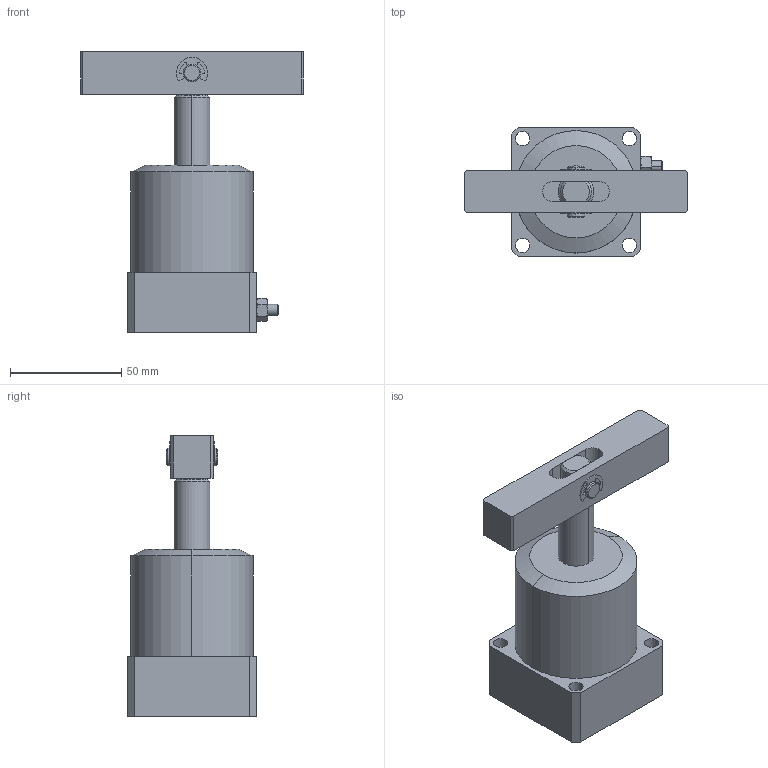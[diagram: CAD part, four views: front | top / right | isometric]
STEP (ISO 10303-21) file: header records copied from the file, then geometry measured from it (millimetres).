
FILE_DESCRIPTION (( 'STEP AP203' ), '1' );
FILE_NAME ('HCAS-MF40D.STEP', '2019-10-14T08:56:48', ( '微软用户' ), ( '微软中国' ), 'SwSTEP 2.0', 'SolidWorks 2012', '' );
FILE_SCHEMA (( 'CONFIG_CONTROL_DESIGN' ));
Length unit declared in the file: millimetre
Products named in the file (7): HCAS-MF40D活塞杆; HCAS-MF40掛极; HCAS-MF40D; 覃厒概; HCAS-MF40D縐遠; HCAS-MF40DÏú; HCAS-MF40D邧旋
Assembly tree (7 placements, depth 2):
  HCAS-MF40D
    HCAS-MF40掛极
    HCAS-MF40D活塞杆
    HCAS-MF40D邧旋
    HCAS-MF40DÏú
    HCAS-MF40D縐遠  x2
    覃厒概
Bounding box: 100 x 58 x 126 mm (x, y, z)
Volume: 204518.5 mm3; surface area: 49613.7 mm2
Topology: 7 solids, 7 shells, 247 faces, 610 edges, 397 vertices
Faces by surface type: plane 107, cylinder 98, cone 20, bspline 16, torus 6
Entity records: 7949 total; most frequent: CARTESIAN_POINT 2036, DIRECTION 1084, ORIENTED_EDGE 1048, EDGE_CURVE 524, AXIS2_PLACEMENT_3D 397, VERTEX_POINT 341, VECTOR 290, LINE 290
